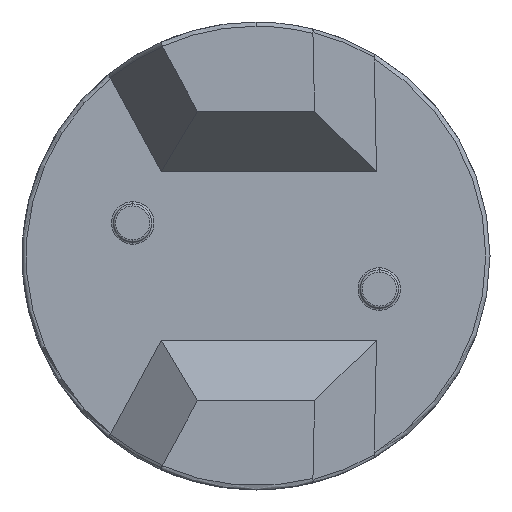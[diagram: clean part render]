
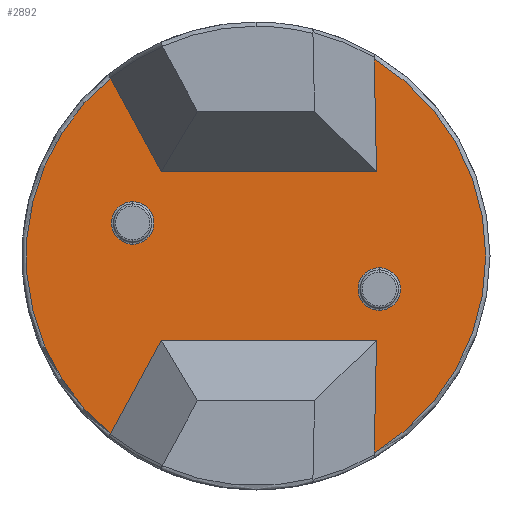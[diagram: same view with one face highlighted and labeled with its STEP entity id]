
A CAD part, front view. The second image highlights one B-rep face of the part: STEP entity #2892.
In plain terms, the highlighted planar face has unit normal (0, -1, 0).
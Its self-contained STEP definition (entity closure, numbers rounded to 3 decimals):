
#40 = CARTESIAN_POINT ( 'NONE',  ( 0., 1.7, 0. ) ) ;
#92 = CARTESIAN_POINT ( 'NONE',  ( 2.833, 1.7, 1.977 ) ) ;
#102 = CIRCLE ( 'NONE', #307, 0.5 ) ;
#231 = DIRECTION ( 'NONE',  ( 0., 1., 0. ) ) ;
#240 = DIRECTION ( 'NONE',  ( 0., 1., 0. ) ) ;
#278 = VERTEX_POINT ( 'NONE', #1141 ) ;
#296 = CARTESIAN_POINT ( 'NONE',  ( 0., 1.7, -1.977 ) ) ;
#299 = CARTESIAN_POINT ( 'NONE',  ( -2.898, 1.7, 1.276 ) ) ;
#307 = AXIS2_PLACEMENT_3D ( 'NONE', #817, #2707, #2628 ) ;
#331 = VERTEX_POINT ( 'NONE', #299 ) ;
#389 = AXIS2_PLACEMENT_3D ( 'NONE', #3505, #231, #781 ) ;
#427 = EDGE_LOOP ( 'NONE', ( #1135, #3547, #1874, #798, #1816, #2460, #3685, #3777 ) ) ;
#483 = DIRECTION ( 'NONE',  ( 0., 0., -1. ) ) ;
#597 = CARTESIAN_POINT ( 'NONE',  ( -3.418, 1.7, -4.18 ) ) ;
#623 = AXIS2_PLACEMENT_3D ( 'NONE', #3537, #240, #483 ) ;
#625 = LINE ( 'NONE', #296, #1538 ) ;
#656 = VERTEX_POINT ( 'NONE', #2480 ) ;
#677 = AXIS2_PLACEMENT_3D ( 'NONE', #40, #1247, #3672 ) ;
#685 = VECTOR ( 'NONE', #3163, 1000. ) ;
#725 = VECTOR ( 'NONE', #1339, 1000. ) ;
#729 = DIRECTION ( 'NONE',  ( 0.476, 0., 0.88 ) ) ;
#734 = VERTEX_POINT ( 'NONE', #597 ) ;
#737 = CIRCLE ( 'NONE', #677, 5.4 ) ;
#746 = CARTESIAN_POINT ( 'NONE',  ( 2.874, 1.7, 0.06 ) ) ;
#751 = LINE ( 'NONE', #990, #2720 ) ;
#780 = CARTESIAN_POINT ( 'NONE',  ( -2.227, 1.7, -1.977 ) ) ;
#781 = DIRECTION ( 'NONE',  ( 0., 0., -1. ) ) ;
#785 = EDGE_CURVE ( 'NONE', #734, #3839, #1007, .T. ) ;
#798 = ORIENTED_EDGE ( 'NONE', *, *, #2484, .T. ) ;
#817 = CARTESIAN_POINT ( 'NONE',  ( 2.898, 1.7, -0.776 ) ) ;
#819 = VERTEX_POINT ( 'NONE', #3767 ) ;
#843 = ORIENTED_EDGE ( 'NONE', *, *, #3513, .T. ) ;
#844 = CARTESIAN_POINT ( 'NONE',  ( 0., 1.7, 0. ) ) ;
#863 = VERTEX_POINT ( 'NONE', #92 ) ;
#868 = AXIS2_PLACEMENT_3D ( 'NONE', #844, #1463, #1760 ) ;
#899 = DIRECTION ( 'NONE',  ( 0., 0., -1. ) ) ;
#990 = CARTESIAN_POINT ( 'NONE',  ( 2.874, 1.7, -0.06 ) ) ;
#1007 = LINE ( 'NONE', #3727, #2434 ) ;
#1076 = EDGE_CURVE ( 'NONE', #3457, #863, #2865, .T. ) ;
#1129 = VERTEX_POINT ( 'NONE', #1912 ) ;
#1133 = DIRECTION ( 'NONE',  ( 0., -1., 0. ) ) ;
#1135 = ORIENTED_EDGE ( 'NONE', *, *, #3607, .T. ) ;
#1141 = CARTESIAN_POINT ( 'NONE',  ( 2.898, 1.7, -0.276 ) ) ;
#1177 = AXIS2_PLACEMENT_3D ( 'NONE', #3854, #1133, #3920 ) ;
#1211 = CIRCLE ( 'NONE', #389, 0.5 ) ;
#1214 = PLANE ( 'NONE',  #868 ) ;
#1242 = EDGE_CURVE ( 'NONE', #3839, #819, #625, .T. ) ;
#1247 = DIRECTION ( 'NONE',  ( 0., -1., 0. ) ) ;
#1324 = CARTESIAN_POINT ( 'NONE',  ( -0.896, 1.7, -0.484 ) ) ;
#1325 = DIRECTION ( 'NONE',  ( -1., 0., 0. ) ) ;
#1339 = DIRECTION ( 'NONE',  ( 0.021, 0., -1. ) ) ;
#1381 = EDGE_LOOP ( 'NONE', ( #2228, #3645 ) ) ;
#1395 = EDGE_CURVE ( 'NONE', #1129, #278, #1211, .T. ) ;
#1463 = DIRECTION ( 'NONE',  ( 0., -1., 0. ) ) ;
#1538 = VECTOR ( 'NONE', #3023, 1000. ) ;
#1630 = CIRCLE ( 'NONE', #3655, 0.5 ) ;
#1741 = VERTEX_POINT ( 'NONE', #3167 ) ;
#1760 = DIRECTION ( 'NONE',  ( 0., 0., -1. ) ) ;
#1810 = CARTESIAN_POINT ( 'NONE',  ( -2.898, 1.7, 0.776 ) ) ;
#1816 = ORIENTED_EDGE ( 'NONE', *, *, #3573, .T. ) ;
#1874 = ORIENTED_EDGE ( 'NONE', *, *, #1076, .T. ) ;
#1912 = CARTESIAN_POINT ( 'NONE',  ( 2.898, 1.7, -1.276 ) ) ;
#1944 = CARTESIAN_POINT ( 'NONE',  ( -2.227, 1.7, 1.977 ) ) ;
#1987 = EDGE_CURVE ( 'NONE', #656, #331, #2724, .T. ) ;
#2056 = FACE_BOUND ( 'NONE', #3762, .T. ) ;
#2191 = CIRCLE ( 'NONE', #1177, 5.4 ) ;
#2228 = ORIENTED_EDGE ( 'NONE', *, *, #1395, .T. ) ;
#2434 = VECTOR ( 'NONE', #729, 1000. ) ;
#2460 = ORIENTED_EDGE ( 'NONE', *, *, #3916, .T. ) ;
#2480 = CARTESIAN_POINT ( 'NONE',  ( -2.898, 1.7, 0.276 ) ) ;
#2484 = EDGE_CURVE ( 'NONE', #863, #3095, #3164, .T. ) ;
#2628 = DIRECTION ( 'NONE',  ( 0., 0., -1. ) ) ;
#2707 = DIRECTION ( 'NONE',  ( 0., 1., 0. ) ) ;
#2720 = VECTOR ( 'NONE', #3413, 1000. ) ;
#2724 = CIRCLE ( 'NONE', #623, 0.5 ) ;
#2747 = DIRECTION ( 'NONE',  ( 0., 1., 0. ) ) ;
#2865 = LINE ( 'NONE', #746, #725 ) ;
#2892 = ADVANCED_FACE ( 'NONE', ( #2056, #3256, #2965 ), #1214, .T. ) ;
#2896 = VERTEX_POINT ( 'NONE', #3234 ) ;
#2965 = FACE_OUTER_BOUND ( 'NONE', #427, .T. ) ;
#3023 = DIRECTION ( 'NONE',  ( 1., 0., 0. ) ) ;
#3071 = LINE ( 'NONE', #1324, #685 ) ;
#3095 = VERTEX_POINT ( 'NONE', #1944 ) ;
#3163 = DIRECTION ( 'NONE',  ( -0.476, 0., 0.88 ) ) ;
#3164 = LINE ( 'NONE', #3416, #3730 ) ;
#3167 = CARTESIAN_POINT ( 'NONE',  ( 2.778, 1.7, -4.631 ) ) ;
#3234 = CARTESIAN_POINT ( 'NONE',  ( -3.418, 1.7, 4.18 ) ) ;
#3256 = FACE_BOUND ( 'NONE', #1381, .T. ) ;
#3277 = EDGE_CURVE ( 'NONE', #1741, #3457, #737, .T. ) ;
#3386 = EDGE_CURVE ( 'NONE', #278, #1129, #102, .T. ) ;
#3413 = DIRECTION ( 'NONE',  ( -0.021, 0., -1. ) ) ;
#3416 = CARTESIAN_POINT ( 'NONE',  ( 0., 1.7, 1.977 ) ) ;
#3457 = VERTEX_POINT ( 'NONE', #3869 ) ;
#3505 = CARTESIAN_POINT ( 'NONE',  ( 2.898, 1.7, -0.776 ) ) ;
#3513 = EDGE_CURVE ( 'NONE', #331, #656, #1630, .T. ) ;
#3537 = CARTESIAN_POINT ( 'NONE',  ( -2.898, 1.7, 0.776 ) ) ;
#3547 = ORIENTED_EDGE ( 'NONE', *, *, #3277, .T. ) ;
#3573 = EDGE_CURVE ( 'NONE', #3095, #2896, #3071, .T. ) ;
#3607 = EDGE_CURVE ( 'NONE', #819, #1741, #751, .T. ) ;
#3645 = ORIENTED_EDGE ( 'NONE', *, *, #3386, .T. ) ;
#3655 = AXIS2_PLACEMENT_3D ( 'NONE', #1810, #2747, #899 ) ;
#3672 = DIRECTION ( 'NONE',  ( 0., 0., -1. ) ) ;
#3685 = ORIENTED_EDGE ( 'NONE', *, *, #785, .T. ) ;
#3727 = CARTESIAN_POINT ( 'NONE',  ( -0.896, 1.7, 0.484 ) ) ;
#3730 = VECTOR ( 'NONE', #1325, 1000. ) ;
#3762 = EDGE_LOOP ( 'NONE', ( #3834, #843 ) ) ;
#3767 = CARTESIAN_POINT ( 'NONE',  ( 2.833, 1.7, -1.977 ) ) ;
#3777 = ORIENTED_EDGE ( 'NONE', *, *, #1242, .T. ) ;
#3834 = ORIENTED_EDGE ( 'NONE', *, *, #1987, .T. ) ;
#3839 = VERTEX_POINT ( 'NONE', #780 ) ;
#3854 = CARTESIAN_POINT ( 'NONE',  ( 0., 1.7, 0. ) ) ;
#3869 = CARTESIAN_POINT ( 'NONE',  ( 2.778, 1.7, 4.631 ) ) ;
#3916 = EDGE_CURVE ( 'NONE', #2896, #734, #2191, .T. ) ;
#3920 = DIRECTION ( 'NONE',  ( 0., 0., -1. ) ) ;
